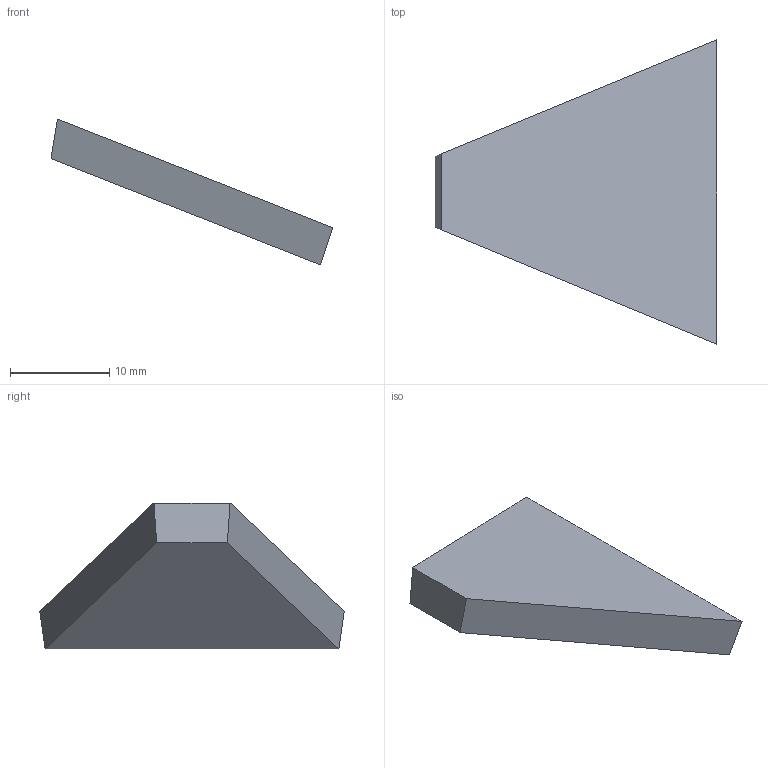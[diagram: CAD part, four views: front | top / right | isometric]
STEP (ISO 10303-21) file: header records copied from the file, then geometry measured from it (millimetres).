
FILE_DESCRIPTION(('FreeCAD Model'),'2;1');
FILE_NAME('cover_top_cone.step','2019-03-31T12:22:57',('Author'),(''), 'Open CASCADE STEP processor 7.3','FreeCAD','Unknown');
FILE_SCHEMA(('AUTOMOTIVE_DESIGN { 1 0 10303 214 1 1 1 1 }'));
Length unit declared in the file: millimetre
Products named in the file (1): cover_top_cone_body
Bounding box: 28.37 x 30.61 x 14.68 mm (x, y, z)
Volume: 2186.4 mm3; surface area: 1506.1 mm2
Topology: 1 solids, 1 shells, 6 faces, 12 edges, 8 vertices
Faces by surface type: bspline 4, plane 2
Entity records: 173 total; most frequent: CARTESIAN_POINT 43, ORIENTED_EDGE 24, DIRECTION 14, EDGE_CURVE 12, VERTEX_POINT 8, LINE 8, VECTOR 8, ADVANCED_FACE 6
